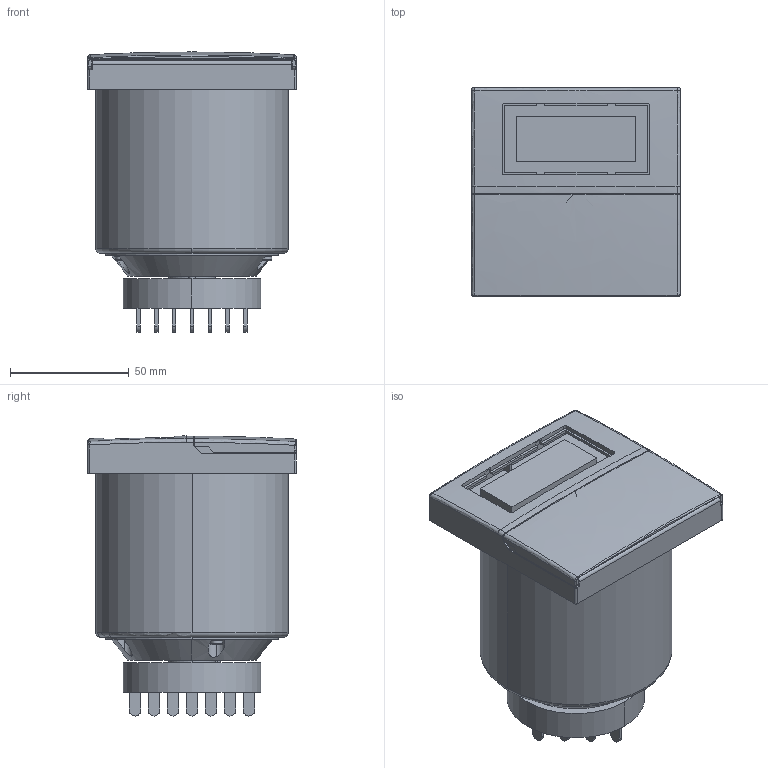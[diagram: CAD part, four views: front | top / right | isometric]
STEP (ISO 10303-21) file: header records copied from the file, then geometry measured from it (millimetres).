
FILE_DESCRIPTION (( 'STEP AP214' ), '1' );
FILE_NAME ('12JS11J.STEP', '2025-05-23T02:04:14', ( '微软用户' ), ( '微软中国' ), 'SwSTEP 2.0', 'SolidWorks 2014', '' );
FILE_SCHEMA (( 'AUTOMOTIVE_DESIGN' ));
Length unit declared in the file: millimetre
Products named in the file (11): 菁釱; 蹟譫_6; 蹟隊_6; 奻脣_6; 畢鎢4_6; 俋褲_6; 盄繚啣_15; 杅鎢奪_6; JS11J-1_6; JS11J-1 - 萵掛_6; 12JS11J
Assembly tree (12 placements, depth 2):
  12JS11J
    JS11J-1 - 萵掛_6
    JS11J-1_6
    杅鎢奪_6
    盄繚啣_15
    俋褲_6
    畢鎢4_6
    奻脣_6
    蹟隊_6  x2
    蹟譫_6  x2
    菁釱
Bounding box: 88 x 88 x 118 mm (x, y, z)
Volume: 155886.3 mm3; surface area: 120143.8 mm2
Topology: 12 solids, 12 shells, 832 faces, 2173 edges, 1435 vertices
Faces by surface type: plane 429, cylinder 342, torus 35, bspline 21, cone 5
Entity records: 36565 total; most frequent: CARTESIAN_POINT 10551, ORIENTED_EDGE 3872, DIRECTION 3649, EDGE_CURVE 1936, VERTEX_POINT 1279, AXIS2_PLACEMENT_3D 1234, LINE 1181, VECTOR 1181
